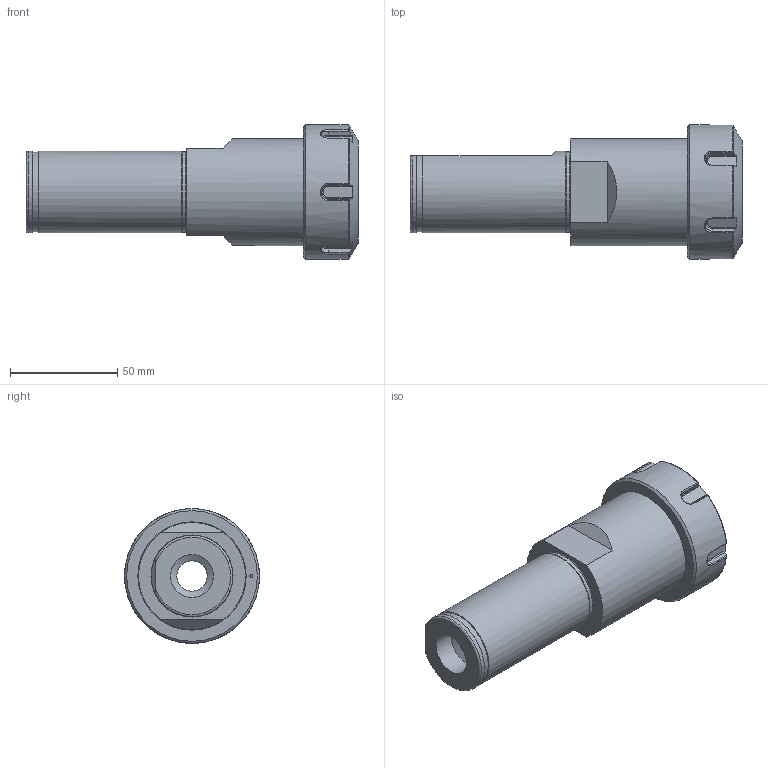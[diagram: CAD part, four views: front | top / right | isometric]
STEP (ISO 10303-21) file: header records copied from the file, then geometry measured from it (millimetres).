
FILE_DESCRIPTION(/* description */ (''),/* implementation_level */ '2;1');
FILE_NAME(/* name */ 'BN120.stp',/* time_stamp */ '2025-04-03T12:01:40+09:00',/* author */ ('YSH'),/* organization */ (''),/* preprocessor_version */ 'ST-DEVELOPER v20',/* originating_system */ 'Autodesk Inventor 2025',/* authorisation */ '');
FILE_SCHEMA (('AUTOMOTIVE_DESIGN { 1 0 10303 214 3 1 1 }'));
Length unit declared in the file: millimetre
Products named in the file (3): LO-NC38.1-ER40; LO-NC38.1-ER40_1; ER40NUT
Assembly tree (2 placements, depth 2):
  LO-NC38.1-ER40
    LO-NC38.1-ER40_1
    ER40NUT
Bounding box: 155 x 63 x 63 mm (x, y, z)
Volume: 177334.4 mm3; surface area: 44790.6 mm2
Topology: 2 solids, 2 shells, 111 faces, 270 edges, 169 vertices
Faces by surface type: plane 48, cylinder 27, cone 15, torus 15, bspline 6
Full cylindrical faces by diameter (mm): 1.43 x1, 14.2 x1, 19.177 x1, 20 x1, 30.5 x1, 33.5 x1, 37.5 x1, 38.1 x1, 38.9 x1, 41.9 x1, 48.6 x1, 50 x1, 63 x1
Entity records: 4429 total; most frequent: CARTESIAN_POINT 1693, ORIENTED_EDGE 540, DIRECTION 510, EDGE_CURVE 270, AXIS2_PLACEMENT_3D 198, VERTEX_POINT 169, EDGE_LOOP 121, LINE 114
